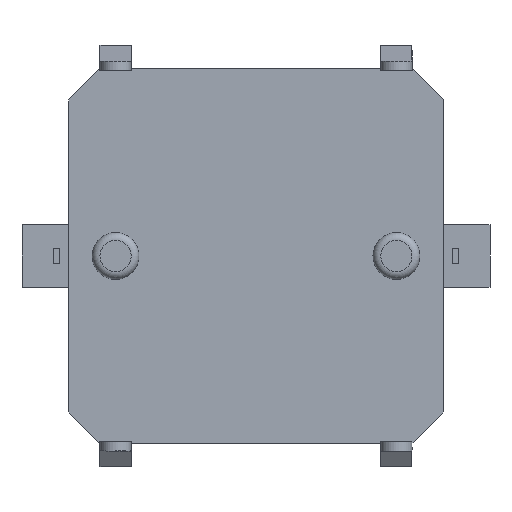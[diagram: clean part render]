
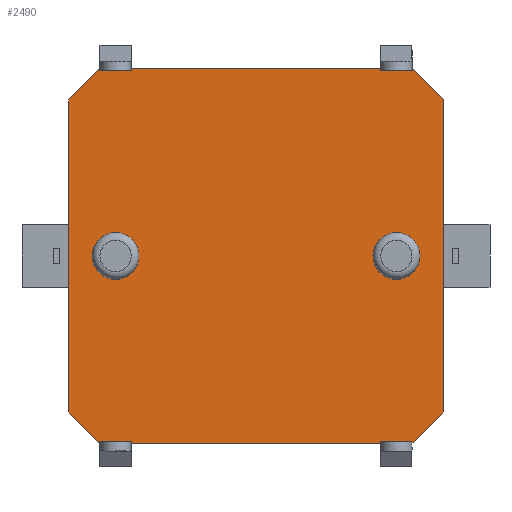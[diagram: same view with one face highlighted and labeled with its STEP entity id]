
A CAD part, front view. The second image highlights one B-rep face of the part: STEP entity #2490.
In plain terms, the highlighted planar face has unit normal (0, -1, 0).
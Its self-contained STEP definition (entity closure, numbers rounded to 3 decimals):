
#57=FACE_BOUND('',#329,.T.);
#58=FACE_BOUND('',#330,.T.);
#90=CIRCLE('',#2732,0.75);
#95=CIRCLE('',#2740,0.75);
#187=FACE_OUTER_BOUND('',#328,.T.);
#328=EDGE_LOOP('',(#1875,#1876,#1877,#1878,#1879,#1880,#1881,#1882));
#329=EDGE_LOOP('',(#1883));
#330=EDGE_LOOP('',(#1884));
#428=LINE('',#3609,#733);
#436=LINE('',#3625,#741);
#448=LINE('',#3650,#753);
#460=LINE('',#3673,#765);
#468=LINE('',#3689,#773);
#475=LINE('',#3703,#780);
#481=LINE('',#3714,#786);
#539=LINE('',#3872,#844);
#733=VECTOR('',#2915,10.);
#741=VECTOR('',#2927,10.);
#753=VECTOR('',#2941,10.);
#765=VECTOR('',#2955,10.);
#773=VECTOR('',#2967,10.);
#780=VECTOR('',#2976,10.);
#786=VECTOR('',#2986,10.);
#844=VECTOR('',#3162,10.);
#1038=VERTEX_POINT('',#3606);
#1039=VERTEX_POINT('',#3608);
#1045=VERTEX_POINT('',#3624);
#1056=VERTEX_POINT('',#3647);
#1057=VERTEX_POINT('',#3649);
#1067=VERTEX_POINT('',#3671);
#1073=VERTEX_POINT('',#3687);
#1079=VERTEX_POINT('',#3701);
#1089=VERTEX_POINT('',#3732);
#1093=VERTEX_POINT('',#3745);
#1272=EDGE_CURVE('',#1038,#1039,#428,.T.);
#1280=EDGE_CURVE('',#1039,#1045,#436,.T.);
#1292=EDGE_CURVE('',#1056,#1057,#448,.T.);
#1304=EDGE_CURVE('',#1067,#1056,#460,.T.);
#1312=EDGE_CURVE('',#1073,#1067,#468,.T.);
#1319=EDGE_CURVE('',#1079,#1073,#475,.T.);
#1325=EDGE_CURVE('',#1045,#1079,#481,.T.);
#1335=EDGE_CURVE('',#1089,#1089,#90,.T.);
#1341=EDGE_CURVE('',#1093,#1093,#95,.T.);
#1401=EDGE_CURVE('',#1057,#1038,#539,.T.);
#1875=ORIENTED_EDGE('',*,*,#1272,.F.);
#1876=ORIENTED_EDGE('',*,*,#1401,.F.);
#1877=ORIENTED_EDGE('',*,*,#1292,.F.);
#1878=ORIENTED_EDGE('',*,*,#1304,.F.);
#1879=ORIENTED_EDGE('',*,*,#1312,.F.);
#1880=ORIENTED_EDGE('',*,*,#1319,.F.);
#1881=ORIENTED_EDGE('',*,*,#1325,.F.);
#1882=ORIENTED_EDGE('',*,*,#1280,.F.);
#1883=ORIENTED_EDGE('',*,*,#1335,.T.);
#1884=ORIENTED_EDGE('',*,*,#1341,.T.);
#2366=PLANE('',#2784);
#2490=ADVANCED_FACE('',(#187,#57,#58),#2366,.F.);
#2732=AXIS2_PLACEMENT_3D('',#3734,#3006,#3007);
#2740=AXIS2_PLACEMENT_3D('',#3747,#3023,#3024);
#2784=AXIS2_PLACEMENT_3D('',#3873,#3163,#3164);
#2915=DIRECTION('',(-0.707,0.,-0.707));
#2927=DIRECTION('',(-1.,0.,0.));
#2941=DIRECTION('',(0.707,0.,-0.707));
#2955=DIRECTION('',(1.,0.,0.));
#2967=DIRECTION('',(0.707,0.,0.707));
#2976=DIRECTION('',(0.,0.,1.));
#2986=DIRECTION('',(-0.707,0.,0.707));
#3006=DIRECTION('center_axis',(0.,1.,0.));
#3007=DIRECTION('ref_axis',(-1.,0.,0.));
#3023=DIRECTION('center_axis',(0.,1.,0.));
#3024=DIRECTION('ref_axis',(-1.,0.,0.));
#3162=DIRECTION('',(0.,0.,-1.));
#3163=DIRECTION('center_axis',(0.,1.,0.));
#3164=DIRECTION('ref_axis',(0.,0.,1.));
#3606=CARTESIAN_POINT('',(6.,0.,-5.));
#3608=CARTESIAN_POINT('',(5.,0.,-6.));
#3609=CARTESIAN_POINT('',(5.5,0.,-5.5));
#3624=CARTESIAN_POINT('',(-5.,0.,-6.));
#3625=CARTESIAN_POINT('',(6.,0.,-6.));
#3647=CARTESIAN_POINT('',(5.,0.,6.));
#3649=CARTESIAN_POINT('',(6.,0.,5.));
#3650=CARTESIAN_POINT('',(5.5,0.,5.5));
#3671=CARTESIAN_POINT('',(-5.,0.,6.));
#3673=CARTESIAN_POINT('',(-6.,0.,6.));
#3687=CARTESIAN_POINT('',(-6.,0.,5.));
#3689=CARTESIAN_POINT('',(-5.5,0.,5.5));
#3701=CARTESIAN_POINT('',(-6.,0.,-5.));
#3703=CARTESIAN_POINT('',(-6.,0.,-6.));
#3714=CARTESIAN_POINT('',(-5.5,0.,-5.5));
#3732=CARTESIAN_POINT('',(5.25,0.,0.));
#3734=CARTESIAN_POINT('Origin',(4.5,0.,0.));
#3745=CARTESIAN_POINT('',(-3.75,0.,0.));
#3747=CARTESIAN_POINT('Origin',(-4.5,0.,0.));
#3872=CARTESIAN_POINT('',(6.,0.,6.));
#3873=CARTESIAN_POINT('Origin',(0.,0.,0.));
